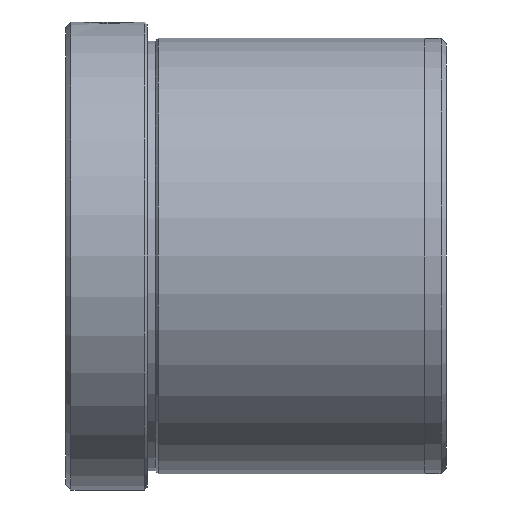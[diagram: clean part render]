
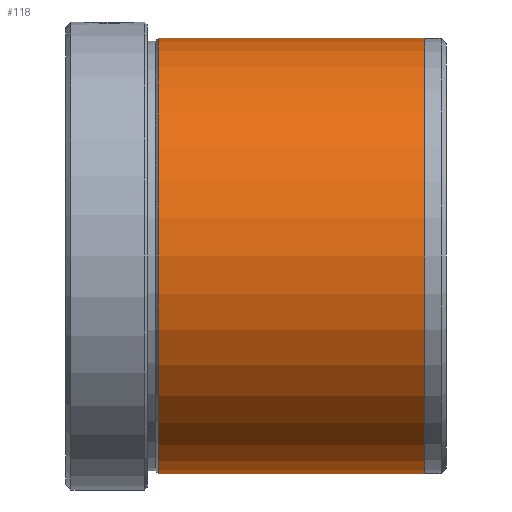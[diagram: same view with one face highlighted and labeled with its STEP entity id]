
A CAD part, left-side view. The second image highlights one B-rep face of the part: STEP entity #118.
In plain terms, the highlighted cylindrical face has radius 40 mm (diameter 80 mm), a partial arc.
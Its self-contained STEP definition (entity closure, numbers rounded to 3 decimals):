
#118 = ADVANCED_FACE ( 'NONE', ( #1727 ), #541, .T. ) ;
#283 = DIRECTION ( 'NONE',  ( 0., 1., 0. ) ) ;
#295 = VERTEX_POINT ( 'NONE', #1562 ) ;
#362 = VERTEX_POINT ( 'NONE', #807 ) ;
#438 = EDGE_CURVE ( 'NONE', #844, #362, #1023, .T. ) ;
#441 = DIRECTION ( 'NONE',  ( 0., 1., 0. ) ) ;
#453 = AXIS2_PLACEMENT_3D ( 'NONE', #1402, #553, #1558 ) ;
#541 = CYLINDRICAL_SURFACE ( 'NONE', #1122, 40. ) ;
#553 = DIRECTION ( 'NONE',  ( 0., -1., 0. ) ) ;
#606 = DIRECTION ( 'NONE',  ( 0., 1., 0. ) ) ;
#608 = VECTOR ( 'NONE', #1271, 1000. ) ;
#651 = CARTESIAN_POINT ( 'NONE',  ( 0., 0., 0. ) ) ;
#719 = CARTESIAN_POINT ( 'NONE',  ( 0., -17., 40. ) ) ;
#793 = ORIENTED_EDGE ( 'NONE', *, *, #1129, .F. ) ;
#807 = CARTESIAN_POINT ( 'NONE',  ( 0., -17., -40. ) ) ;
#844 = VERTEX_POINT ( 'NONE', #1465 ) ;
#879 = VECTOR ( 'NONE', #606, 1000. ) ;
#895 = CIRCLE ( 'NONE', #453, 40. ) ;
#897 = EDGE_CURVE ( 'NONE', #295, #1801, #1259, .T. ) ;
#905 = EDGE_LOOP ( 'NONE', ( #1250, #793, #1501, #1177 ) ) ;
#926 = AXIS2_PLACEMENT_3D ( 'NONE', #1291, #441, #1428 ) ;
#945 = DIRECTION ( 'NONE',  ( 0., 0., 1. ) ) ;
#1023 = LINE ( 'NONE', #1373, #608 ) ;
#1122 = AXIS2_PLACEMENT_3D ( 'NONE', #651, #283, #945 ) ;
#1129 = EDGE_CURVE ( 'NONE', #295, #844, #895, .T. ) ;
#1177 = ORIENTED_EDGE ( 'NONE', *, *, #1792, .F. ) ;
#1250 = ORIENTED_EDGE ( 'NONE', *, *, #438, .F. ) ;
#1259 = LINE ( 'NONE', #1473, #879 ) ;
#1271 = DIRECTION ( 'NONE',  ( 0., 1., 0. ) ) ;
#1286 = CIRCLE ( 'NONE', #926, 40. ) ;
#1291 = CARTESIAN_POINT ( 'NONE',  ( 0., -17., 0. ) ) ;
#1373 = CARTESIAN_POINT ( 'NONE',  ( 0., 0., -40. ) ) ;
#1402 = CARTESIAN_POINT ( 'NONE',  ( 0., -66., 0. ) ) ;
#1428 = DIRECTION ( 'NONE',  ( 0., 0., 1. ) ) ;
#1465 = CARTESIAN_POINT ( 'NONE',  ( 0., -66., -40. ) ) ;
#1473 = CARTESIAN_POINT ( 'NONE',  ( 0., 0., 40. ) ) ;
#1501 = ORIENTED_EDGE ( 'NONE', *, *, #897, .T. ) ;
#1558 = DIRECTION ( 'NONE',  ( 0., 0., -1. ) ) ;
#1562 = CARTESIAN_POINT ( 'NONE',  ( 0., -66., 40. ) ) ;
#1727 = FACE_OUTER_BOUND ( 'NONE', #905, .T. ) ;
#1792 = EDGE_CURVE ( 'NONE', #362, #1801, #1286, .T. ) ;
#1801 = VERTEX_POINT ( 'NONE', #719 ) ;
